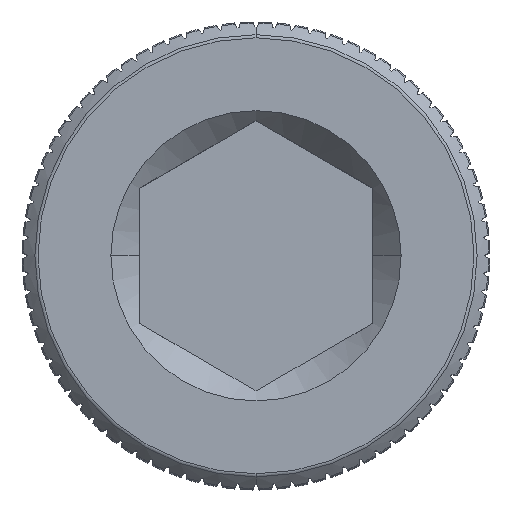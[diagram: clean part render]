
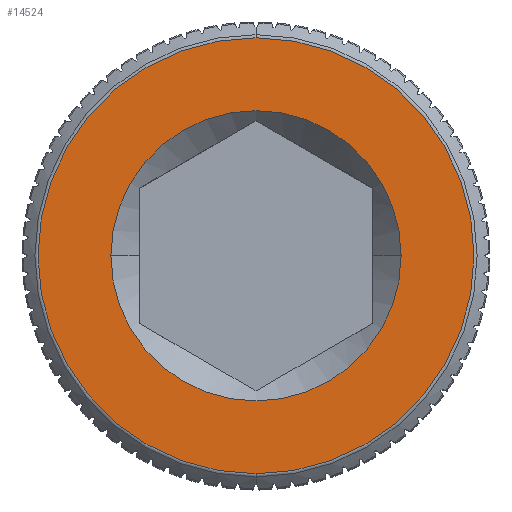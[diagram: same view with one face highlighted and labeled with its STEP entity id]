
A CAD part, top view. The second image highlights one B-rep face of the part: STEP entity #14524.
In plain terms, the highlighted planar face has unit normal (0, 0, 1).
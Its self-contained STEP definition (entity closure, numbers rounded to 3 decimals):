
#217 = VERTEX_POINT ( 'NONE', #3944 ) ;
#364 = CARTESIAN_POINT ( 'NONE',  ( 0., 0., 20.5 ) ) ;
#835 = DIRECTION ( 'NONE',  ( 1., 0., 0. ) ) ;
#1105 = PLANE ( 'NONE',  #12906 ) ;
#1155 = EDGE_LOOP ( 'NONE', ( #6858, #22552 ) ) ;
#2641 = FACE_OUTER_BOUND ( 'NONE', #3726, .T. ) ;
#3726 = EDGE_LOOP ( 'NONE', ( #18985, #14813 ) ) ;
#3769 = CIRCLE ( 'NONE', #21760, 3.103 ) ;
#3944 = CARTESIAN_POINT ( 'NONE',  ( 0., -4.661, 20.5 ) ) ;
#5283 = VERTEX_POINT ( 'NONE', #15592 ) ;
#6189 = DIRECTION ( 'NONE',  ( 0., 0., -1. ) ) ;
#6858 = ORIENTED_EDGE ( 'NONE', *, *, #21661, .F. ) ;
#7409 = DIRECTION ( 'NONE',  ( 0., 0., 1. ) ) ;
#7437 = CARTESIAN_POINT ( 'NONE',  ( 0., 0., 20.5 ) ) ;
#7856 = AXIS2_PLACEMENT_3D ( 'NONE', #7437, #11339, #9449 ) ;
#7881 = DIRECTION ( 'NONE',  ( 0., 1., 0. ) ) ;
#8124 = EDGE_CURVE ( 'NONE', #21418, #217, #17870, .T. ) ;
#9449 = DIRECTION ( 'NONE',  ( 0., 1., 0. ) ) ;
#11339 = DIRECTION ( 'NONE',  ( 0., 0., -1. ) ) ;
#11453 = CARTESIAN_POINT ( 'NONE',  ( -3.103, 0., 20.5 ) ) ;
#11557 = EDGE_CURVE ( 'NONE', #13508, #5283, #3769, .T. ) ;
#12212 = CIRCLE ( 'NONE', #17098, 3.103 ) ;
#12906 = AXIS2_PLACEMENT_3D ( 'NONE', #13908, #19258, #17576 ) ;
#13410 = CARTESIAN_POINT ( 'NONE',  ( 0., 0., 20.5 ) ) ;
#13508 = VERTEX_POINT ( 'NONE', #11453 ) ;
#13908 = CARTESIAN_POINT ( 'NONE',  ( 0., 0., 20.5 ) ) ;
#14524 = ADVANCED_FACE ( 'NONE', ( #15808, #2641 ), #1105, .T. ) ;
#14751 = DIRECTION ( 'NONE',  ( 1., 0., 0. ) ) ;
#14813 = ORIENTED_EDGE ( 'NONE', *, *, #19594, .F. ) ;
#15592 = CARTESIAN_POINT ( 'NONE',  ( 3.103, 0., 20.5 ) ) ;
#15808 = FACE_BOUND ( 'NONE', #1155, .T. ) ;
#17098 = AXIS2_PLACEMENT_3D ( 'NONE', #364, #7409, #14751 ) ;
#17148 = DIRECTION ( 'NONE',  ( 0., 0., 1. ) ) ;
#17576 = DIRECTION ( 'NONE',  ( 0., -1., 0. ) ) ;
#17870 = CIRCLE ( 'NONE', #7856, 4.661 ) ;
#18985 = ORIENTED_EDGE ( 'NONE', *, *, #8124, .F. ) ;
#19258 = DIRECTION ( 'NONE',  ( 0., 0., 1. ) ) ;
#19594 = EDGE_CURVE ( 'NONE', #217, #21418, #23405, .T. ) ;
#21418 = VERTEX_POINT ( 'NONE', #21488 ) ;
#21488 = CARTESIAN_POINT ( 'NONE',  ( 0., 4.661, 20.5 ) ) ;
#21661 = EDGE_CURVE ( 'NONE', #5283, #13508, #12212, .T. ) ;
#21760 = AXIS2_PLACEMENT_3D ( 'NONE', #22718, #17148, #835 ) ;
#22272 = AXIS2_PLACEMENT_3D ( 'NONE', #13410, #6189, #7881 ) ;
#22552 = ORIENTED_EDGE ( 'NONE', *, *, #11557, .F. ) ;
#22718 = CARTESIAN_POINT ( 'NONE',  ( 0., 0., 20.5 ) ) ;
#23405 = CIRCLE ( 'NONE', #22272, 4.661 ) ;
